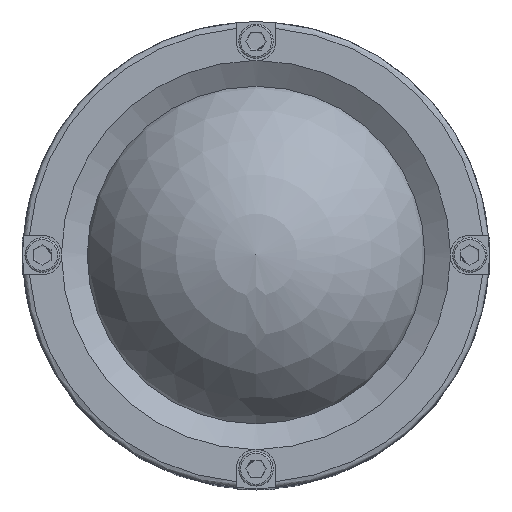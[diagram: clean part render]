
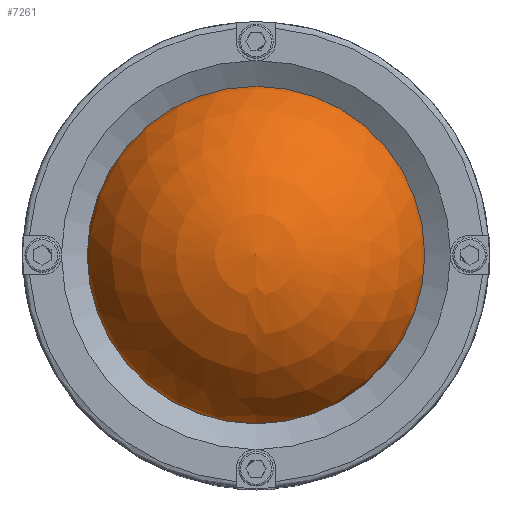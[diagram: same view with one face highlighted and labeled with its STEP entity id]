
A CAD part, top view. The second image highlights one B-rep face of the part: STEP entity #7261.
In plain terms, the highlighted spherical face has radius 25 mm.
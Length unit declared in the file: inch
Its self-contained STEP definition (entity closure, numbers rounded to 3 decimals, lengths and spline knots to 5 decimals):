
#105=SPHERICAL_SURFACE('',#7930,0.98425);
#1131=FACE_OUTER_BOUND('',#1591,.T.);
#1591=EDGE_LOOP('',(#5365,#5366,#5367));
#3054=CIRCLE('',#7931,0.98425);
#3055=CIRCLE('',#7932,0.98425);
#3364=VERTEX_POINT('',#11511);
#3365=VERTEX_POINT('',#11513);
#4122=EDGE_CURVE('',#3364,#3364,#3054,.T.);
#4123=EDGE_CURVE('',#3365,#3364,#3055,.T.);
#5365=ORIENTED_EDGE('',*,*,#4122,.F.);
#5366=ORIENTED_EDGE('',*,*,#4123,.F.);
#5367=ORIENTED_EDGE('',*,*,#4123,.T.);
#7261=ADVANCED_FACE('',(#1131),#105,.T.);
#7930=AXIS2_PLACEMENT_3D('',#11510,#8799,#8800);
#7931=AXIS2_PLACEMENT_3D('',#11512,#8801,#8802);
#7932=AXIS2_PLACEMENT_3D('',#11514,#8803,#8804);
#8799=DIRECTION('center_axis',(0.,1.,0.));
#8800=DIRECTION('ref_axis',(0.,0.,-1.));
#8801=DIRECTION('center_axis',(0.,-1.,0.));
#8802=DIRECTION('ref_axis',(1.,0.,0.));
#8803=DIRECTION('center_axis',(1.,0.,0.));
#8804=DIRECTION('ref_axis',(0.,0.,1.));
#11510=CARTESIAN_POINT('Origin',(0.,0.,0.));
#11511=CARTESIAN_POINT('',(0.,0.,0.98425));
#11512=CARTESIAN_POINT('Origin',(0.,0.,0.));
#11513=CARTESIAN_POINT('',(0.,0.98425,0.));
#11514=CARTESIAN_POINT('Origin',(0.,0.,0.));
